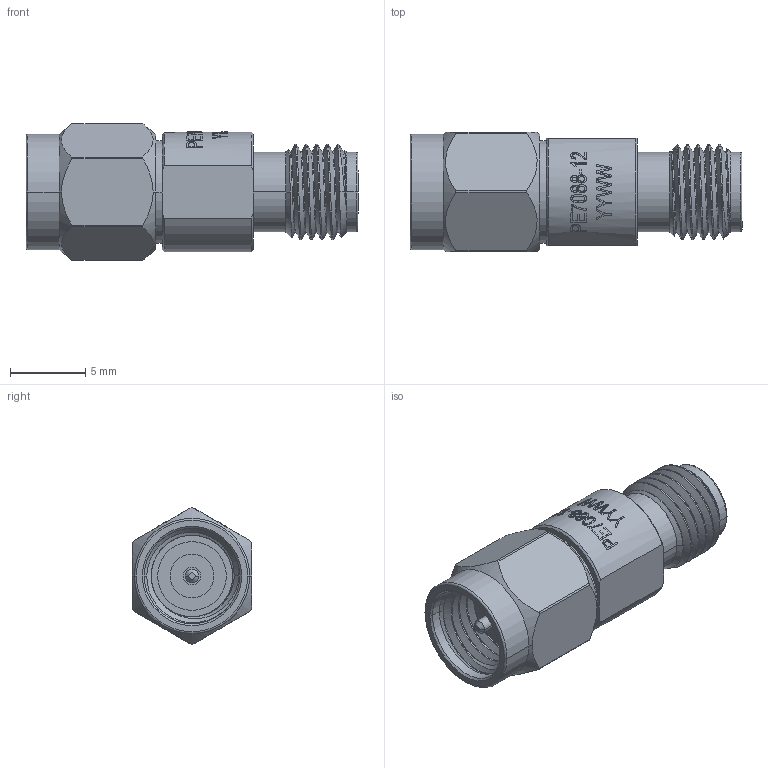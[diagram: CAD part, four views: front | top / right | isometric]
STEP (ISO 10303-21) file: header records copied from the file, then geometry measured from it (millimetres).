
FILE_DESCRIPTION (( 'STEP AP203' ), '1' );
FILE_NAME ('PE7088.step', '2019-01-08T22:02:50', ( '' ), ( '' ), 'SwSTEP 2.0', 'SolidWorks 2017', '' );
FILE_SCHEMA (( 'CONFIG_CONTROL_DESIGN' ));
Length unit declared in the file: inch
Products named in the file (1): PE7088
Bounding box: 22.1 x 7.94 x 9.09 mm (x, y, z)
Volume: 704.6 mm3; surface area: 1071.2 mm2
Topology: 1 solids, 1 shells, 309 faces, 810 edges, 535 vertices
Faces by surface type: bspline 105, plane 97, cylinder 76, cone 27, torus 4
Entity records: 16159 total; most frequent: CARTESIAN_POINT 9474, ORIENTED_EDGE 1620, DIRECTION 989, EDGE_CURVE 810, VERTEX_POINT 535, AXIS2_PLACEMENT_3D 397, B_SPLINE_CURVE_WITH_KNOTS 375, EDGE_LOOP 341
